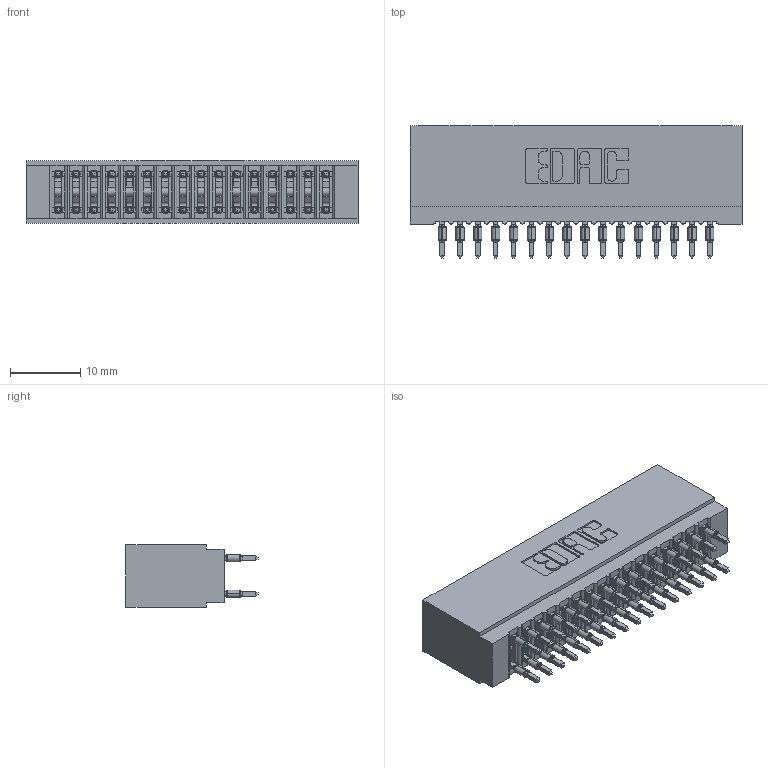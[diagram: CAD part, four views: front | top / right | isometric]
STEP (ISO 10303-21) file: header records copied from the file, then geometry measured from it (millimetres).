
FILE_DESCRIPTION (( 'STEP AP203' ), '1' );
FILE_NAME ('725-032-560-201.STEP', '2026-02-24T17:15:10', ( '' ), ( '' ), 'SwSTEP 2.0', 'SolidWorks 2023', '' );
FILE_SCHEMA (( 'CONFIG_CONTROL_DESIGN' ));
Length unit declared in the file: millimetre
Products named in the file (3): 745-292-001_560; 725-032-560-201; 725 Part_Insulator Option - 01
Assembly tree (33 placements, depth 2):
  725-032-560-201
    725 Part_Insulator Option - 01
    745-292-001_560  x32
Bounding box: 47.24 x 18.8 x 8.89 mm (x, y, z)
Volume: 3995.7 mm3; surface area: 8387.9 mm2
Topology: 33 solids, 33 shells, 3247 faces, 8878 edges, 5640 vertices
Faces by surface type: plane 1687, cylinder 728, bspline 640, torus 192
Entity records: 30773 total; most frequent: CARTESIAN_POINT 5849, ORIENTED_EDGE 5232, DIRECTION 4600, EDGE_CURVE 2616, VECTOR 2330, LINE 2330, VERTEX_POINT 1672, AXIS2_PLACEMENT_3D 1135
